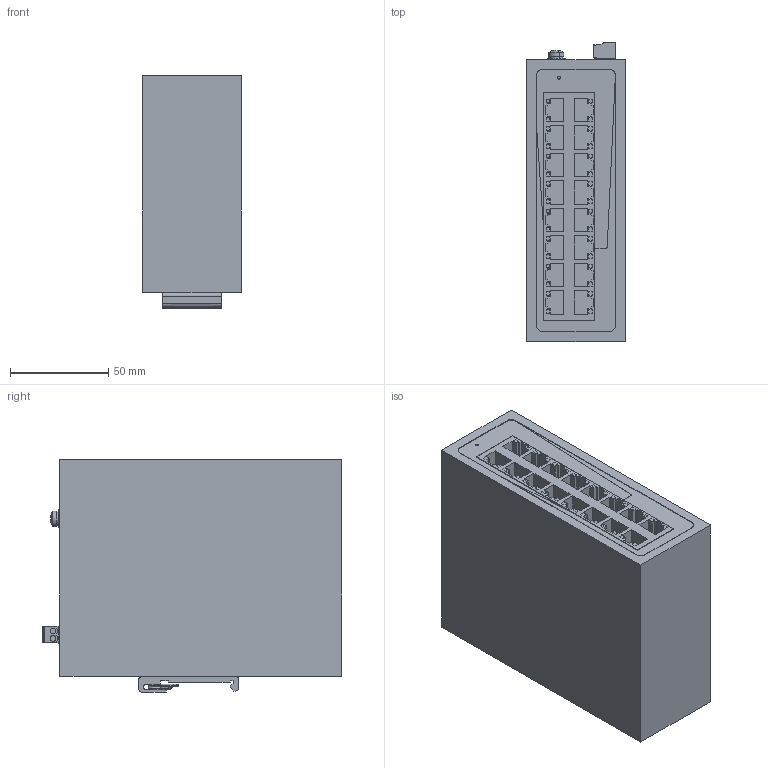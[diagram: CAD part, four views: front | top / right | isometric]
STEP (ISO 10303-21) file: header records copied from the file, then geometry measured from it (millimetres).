
FILE_DESCRIPTION(('CATIA V5 STEP Exchange','CAx-IF Rec.Pracs.--- Model Styling and Organization---1.4--- 2014-01-23'),'2;1');
FILE_NAME ('D1545874_1', '2023-06-26T09:50:18+00:00', ('none'), ('Weidmueller'), 'CATIA Version 5-6 Release 2016 SP3 HF44', 'CATIA V5 STEP AP214', 'none');
FILE_SCHEMA(('AUTOMOTIVE_DESIGN { 1 0 10303 214 1 1 1 1 }'));
Length unit declared in the file: millimetre
Products named in the file (1): S3D_IE_SW_ELB_16_16TX
Bounding box: 50 x 151.9 x 118.2 mm (x, y, z)
Volume: 775334.1 mm3; surface area: 85074.2 mm2
Topology: 44 solids, 44 shells, 916 faces, 2231 edges, 1469 vertices
Faces by surface type: plane 800, cylinder 74, extrusion 20, torus 20, sphere 2
Entity records: 27297 total; most frequent: CARTESIAN_POINT 5599, ORIENTED_EDGE 4462, DIRECTION 3637, EDGE_CURVE 2231, VECTOR 1830, LINE 1810, VERTEX_POINT 1469, AXIS2_PLACEMENT_3D 984
